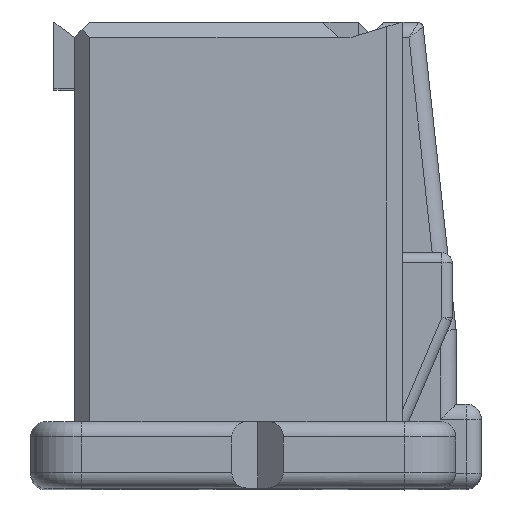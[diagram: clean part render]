
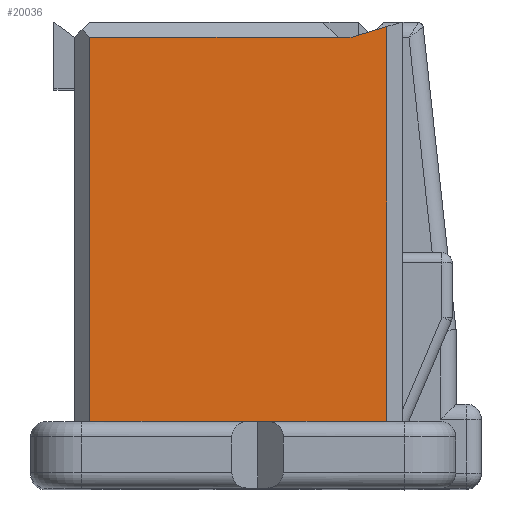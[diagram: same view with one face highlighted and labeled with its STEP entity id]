
A CAD part, top view. The second image highlights one B-rep face of the part: STEP entity #20036.
In plain terms, the highlighted planar face has unit normal (0, 0, 1).
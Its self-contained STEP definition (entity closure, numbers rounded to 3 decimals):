
#18478=CARTESIAN_POINT('',(3.365,-9.165,9.881));
#18479=VERTEX_POINT('',#18478);
#18486=CARTESIAN_POINT('',(-2.172,-9.165,9.881));
#18487=VERTEX_POINT('',#18486);
#18488=CARTESIAN_POINT('',(3.365,-9.165,9.881));
#18489=DIRECTION('',(-1.,0.,0.));
#18490=VECTOR('',#18489,5.537);
#18491=LINE('',#18488,#18490);
#18492=EDGE_CURVE('',#18479,#18487,#18491,.T.);
#18683=CARTESIAN_POINT('',(-2.172,-2.005,9.881));
#18684=VERTEX_POINT('',#18683);
#18691=CARTESIAN_POINT('',(2.458,-2.005,9.881));
#18692=VERTEX_POINT('',#18691);
#18693=CARTESIAN_POINT('',(-2.172,-2.005,9.881));
#18694=DIRECTION('',(1.,0.,0.));
#18695=VECTOR('',#18694,4.63);
#18696=LINE('',#18693,#18695);
#18697=EDGE_CURVE('',#18684,#18692,#18696,.T.);
#19995=CARTESIAN_POINT('',(-2.172,-9.165,9.881));
#19996=DIRECTION('',(0.,1.,0.));
#19997=VECTOR('',#19996,7.16);
#19998=LINE('',#19995,#19997);
#19999=EDGE_CURVE('',#18487,#18684,#19998,.T.);
#20004=CARTESIAN_POINT('',(0.597,-5.484,9.881));
#20005=DIRECTION('',(-1.,0.,0.));
#20006=DIRECTION('',(0.,0.,1.));
#20007=AXIS2_PLACEMENT_3D('',#20004,#20006,#20005);
#20008=PLANE('',#20007);
#20009=CARTESIAN_POINT('',(3.365,-1.804,9.881));
#20010=VERTEX_POINT('',#20009);
#20011=CARTESIAN_POINT('',(3.365,-9.165,9.881));
#20012=DIRECTION('',(0.,1.,0.));
#20013=VECTOR('',#20012,7.36);
#20014=LINE('',#20011,#20013);
#20015=EDGE_CURVE('',#18479,#20010,#20014,.T.);
#20016=ORIENTED_EDGE('',*,*,#20015,.T.);
#20017=CARTESIAN_POINT('',(2.697,-2.005,9.881));
#20018=VERTEX_POINT('',#20017);
#20019=CARTESIAN_POINT('',(3.365,-1.804,9.881));
#20020=DIRECTION('',(-0.958,-0.287,0.));
#20021=VECTOR('',#20020,0.698);
#20022=LINE('',#20019,#20021);
#20023=EDGE_CURVE('',#20010,#20018,#20022,.T.);
#20024=ORIENTED_EDGE('',*,*,#20023,.T.);
#20025=CARTESIAN_POINT('',(2.697,-2.005,9.881));
#20026=DIRECTION('',(-1.,0.,0.));
#20027=VECTOR('',#20026,0.239);
#20028=LINE('',#20025,#20027);
#20029=EDGE_CURVE('',#20018,#18692,#20028,.T.);
#20030=ORIENTED_EDGE('',*,*,#20029,.T.);
#20031=ORIENTED_EDGE('',*,*,#18697,.F.);
#20032=ORIENTED_EDGE('',*,*,#19999,.F.);
#20033=ORIENTED_EDGE('',*,*,#18492,.F.);
#20034=EDGE_LOOP('',(#20016,#20024,#20030,#20031,#20032,#20033));
#20035=FACE_OUTER_BOUND('',#20034,.T.);
#20036=ADVANCED_FACE('',(#20035),#20008,.T.);
